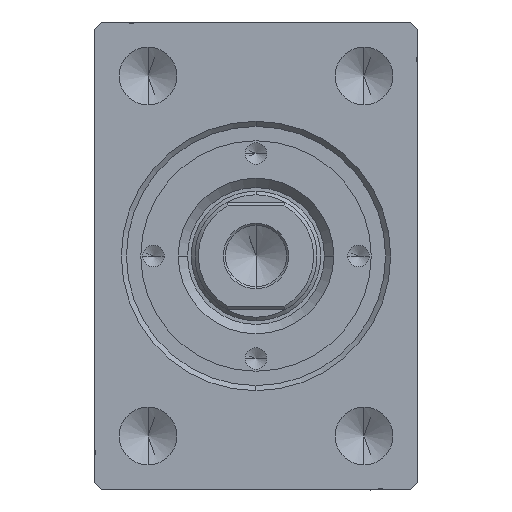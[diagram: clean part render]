
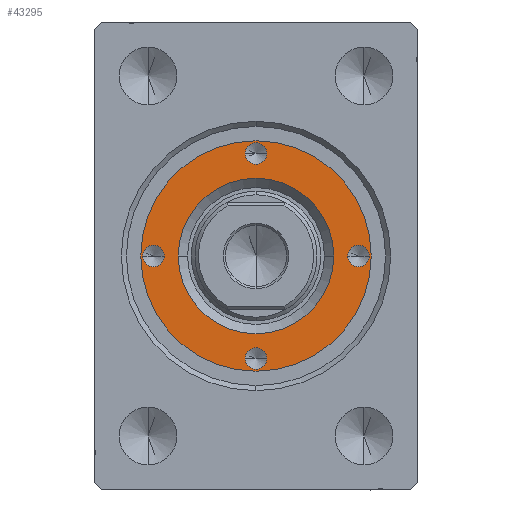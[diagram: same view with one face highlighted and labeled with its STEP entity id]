
A CAD part, left-side view. The second image highlights one B-rep face of the part: STEP entity #43295.
In plain terms, the highlighted face is planar.
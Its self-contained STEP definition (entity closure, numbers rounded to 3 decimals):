
#601 = DIRECTION ( 'NONE',  ( 1., 0., 0. ) ) ;
#945 = VERTEX_POINT ( 'NONE', #42661 ) ;
#1357 = CIRCLE ( 'NONE', #41955, 1.5 ) ;
#1786 = CARTESIAN_POINT ( 'NONE',  ( 1.5, 14.25, 7. ) ) ;
#1831 = AXIS2_PLACEMENT_3D ( 'NONE', #2097, #8995, #32428 ) ;
#1933 = ORIENTED_EDGE ( 'NONE', *, *, #21450, .T. ) ;
#2097 = CARTESIAN_POINT ( 'NONE',  ( 0., -14.25, 7. ) ) ;
#2134 = CARTESIAN_POINT ( 'NONE',  ( 15.75, 0., 7. ) ) ;
#2569 = EDGE_CURVE ( 'NONE', #5736, #5228, #10627, .T. ) ;
#2606 = CARTESIAN_POINT ( 'NONE',  ( 0., 14.25, 7. ) ) ;
#2926 = AXIS2_PLACEMENT_3D ( 'NONE', #25468, #28821, #39297 ) ;
#3064 = EDGE_CURVE ( 'NONE', #945, #6718, #1357, .T. ) ;
#3144 = CARTESIAN_POINT ( 'NONE',  ( 1.5, -14.25, 7. ) ) ;
#3145 = CARTESIAN_POINT ( 'NONE',  ( -1.5, -14.25, 7. ) ) ;
#3665 = DIRECTION ( 'NONE',  ( 1., 0., 0. ) ) ;
#5019 = VERTEX_POINT ( 'NONE', #36050 ) ;
#5228 = VERTEX_POINT ( 'NONE', #3145 ) ;
#5736 = VERTEX_POINT ( 'NONE', #3144 ) ;
#5828 = ORIENTED_EDGE ( 'NONE', *, *, #6343, .F. ) ;
#6036 = AXIS2_PLACEMENT_3D ( 'NONE', #39255, #18523, #35917 ) ;
#6343 = EDGE_CURVE ( 'NONE', #14370, #5019, #6419, .T. ) ;
#6419 = CIRCLE ( 'NONE', #23520, 1.5 ) ;
#6547 = FACE_OUTER_BOUND ( 'NONE', #32111, .T. ) ;
#6718 = VERTEX_POINT ( 'NONE', #1786 ) ;
#7132 = ORIENTED_EDGE ( 'NONE', *, *, #2569, .F. ) ;
#7594 = AXIS2_PLACEMENT_3D ( 'NONE', #27181, #34084, #40768 ) ;
#7638 = PLANE ( 'NONE',  #31368 ) ;
#7775 = CARTESIAN_POINT ( 'NONE',  ( 0., 0., 7. ) ) ;
#8995 = DIRECTION ( 'NONE',  ( 0., 0., 1. ) ) ;
#9886 = FACE_BOUND ( 'NONE', #11409, .T. ) ;
#10215 = VERTEX_POINT ( 'NONE', #2134 ) ;
#10627 = CIRCLE ( 'NONE', #35573, 1.5 ) ;
#10860 = DIRECTION ( 'NONE',  ( 0., 0., 1. ) ) ;
#10878 = ORIENTED_EDGE ( 'NONE', *, *, #14508, .F. ) ;
#11072 = CARTESIAN_POINT ( 'NONE',  ( 0., -14.25, 7. ) ) ;
#11118 = DIRECTION ( 'NONE',  ( 1., 0., 0. ) ) ;
#11409 = EDGE_LOOP ( 'NONE', ( #7132, #10878 ) ) ;
#11708 = DIRECTION ( 'NONE',  ( 1., 0., 0. ) ) ;
#12099 = CIRCLE ( 'NONE', #35649, 10.8 ) ;
#12604 = CARTESIAN_POINT ( 'NONE',  ( -14.25, 0., 7. ) ) ;
#12969 = DIRECTION ( 'NONE',  ( 0., 0., -1. ) ) ;
#13091 = EDGE_LOOP ( 'NONE', ( #30186, #34416 ) ) ;
#13233 = FACE_BOUND ( 'NONE', #24611, .T. ) ;
#13842 = CIRCLE ( 'NONE', #6036, 1.5 ) ;
#14151 = DIRECTION ( 'NONE',  ( 1., 0., 0. ) ) ;
#14370 = VERTEX_POINT ( 'NONE', #29842 ) ;
#14508 = EDGE_CURVE ( 'NONE', #5228, #5736, #38164, .T. ) ;
#14680 = CIRCLE ( 'NONE', #30334, 1.5 ) ;
#16185 = CARTESIAN_POINT ( 'NONE',  ( 14.25, 0., 7. ) ) ;
#16208 = DIRECTION ( 'NONE',  ( 0., 0., 1. ) ) ;
#16464 = CIRCLE ( 'NONE', #2926, 16. ) ;
#16539 = DIRECTION ( 'NONE',  ( 1., 0., 0. ) ) ;
#17571 = CIRCLE ( 'NONE', #7594, 16. ) ;
#18387 = EDGE_CURVE ( 'NONE', #27549, #24701, #19162, .T. ) ;
#18523 = DIRECTION ( 'NONE',  ( 0., 0., 1. ) ) ;
#19162 = CIRCLE ( 'NONE', #27748, 10.8 ) ;
#20712 = EDGE_CURVE ( 'NONE', #24701, #27549, #12099, .T. ) ;
#20864 = VERTEX_POINT ( 'NONE', #26276 ) ;
#21027 = DIRECTION ( 'NONE',  ( 1., 0., 0. ) ) ;
#21397 = DIRECTION ( 'NONE',  ( 0., 0., -1. ) ) ;
#21450 = EDGE_CURVE ( 'NONE', #32513, #20864, #16464, .T. ) ;
#22106 = CARTESIAN_POINT ( 'NONE',  ( -10.8, 0., 7. ) ) ;
#22193 = DIRECTION ( 'NONE',  ( 0., 0., 1. ) ) ;
#22195 = EDGE_CURVE ( 'NONE', #42972, #10215, #24542, .T. ) ;
#22855 = EDGE_CURVE ( 'NONE', #6718, #945, #13842, .T. ) ;
#23520 = AXIS2_PLACEMENT_3D ( 'NONE', #38658, #35773, #42441 ) ;
#24447 = CARTESIAN_POINT ( 'NONE',  ( 10.8, 0., 7. ) ) ;
#24542 = CIRCLE ( 'NONE', #42344, 1.5 ) ;
#24611 = EDGE_LOOP ( 'NONE', ( #32493, #33702 ) ) ;
#24701 = VERTEX_POINT ( 'NONE', #22106 ) ;
#25468 = CARTESIAN_POINT ( 'NONE',  ( 0., 0., 7. ) ) ;
#25627 = ORIENTED_EDGE ( 'NONE', *, *, #40983, .F. ) ;
#26276 = CARTESIAN_POINT ( 'NONE',  ( -16., 0., 7. ) ) ;
#26298 = EDGE_CURVE ( 'NONE', #10215, #42972, #14680, .T. ) ;
#27181 = CARTESIAN_POINT ( 'NONE',  ( 0., 0., 7. ) ) ;
#27549 = VERTEX_POINT ( 'NONE', #24447 ) ;
#27748 = AXIS2_PLACEMENT_3D ( 'NONE', #36837, #12969, #16539 ) ;
#27809 = AXIS2_PLACEMENT_3D ( 'NONE', #12604, #31549, #14151 ) ;
#28821 = DIRECTION ( 'NONE',  ( 0., 0., 1. ) ) ;
#29797 = DIRECTION ( 'NONE',  ( 1., 0., 0. ) ) ;
#29842 = CARTESIAN_POINT ( 'NONE',  ( -15.75, 0., 7. ) ) ;
#30186 = ORIENTED_EDGE ( 'NONE', *, *, #26298, .F. ) ;
#30334 = AXIS2_PLACEMENT_3D ( 'NONE', #16185, #36279, #29797 ) ;
#31303 = ORIENTED_EDGE ( 'NONE', *, *, #32035, .T. ) ;
#31368 = AXIS2_PLACEMENT_3D ( 'NONE', #40883, #37541, #21027 ) ;
#31549 = DIRECTION ( 'NONE',  ( 0., 0., 1. ) ) ;
#32035 = EDGE_CURVE ( 'NONE', #20864, #32513, #17571, .T. ) ;
#32111 = EDGE_LOOP ( 'NONE', ( #31303, #1933 ) ) ;
#32164 = CARTESIAN_POINT ( 'NONE',  ( 16., 0., 7. ) ) ;
#32428 = DIRECTION ( 'NONE',  ( 1., 0., 0. ) ) ;
#32455 = CARTESIAN_POINT ( 'NONE',  ( 14.25, 0., 7. ) ) ;
#32493 = ORIENTED_EDGE ( 'NONE', *, *, #22855, .F. ) ;
#32513 = VERTEX_POINT ( 'NONE', #32164 ) ;
#33357 = CARTESIAN_POINT ( 'NONE',  ( 12.75, 0., 7. ) ) ;
#33702 = ORIENTED_EDGE ( 'NONE', *, *, #3064, .F. ) ;
#34084 = DIRECTION ( 'NONE',  ( 0., 0., 1. ) ) ;
#34416 = ORIENTED_EDGE ( 'NONE', *, *, #22195, .F. ) ;
#35058 = ORIENTED_EDGE ( 'NONE', *, *, #18387, .T. ) ;
#35573 = AXIS2_PLACEMENT_3D ( 'NONE', #11072, #10860, #601 ) ;
#35649 = AXIS2_PLACEMENT_3D ( 'NONE', #7775, #21397, #11118 ) ;
#35773 = DIRECTION ( 'NONE',  ( 0., 0., 1. ) ) ;
#35917 = DIRECTION ( 'NONE',  ( 1., 0., 0. ) ) ;
#36018 = EDGE_LOOP ( 'NONE', ( #25627, #5828 ) ) ;
#36050 = CARTESIAN_POINT ( 'NONE',  ( -12.75, 0., 7. ) ) ;
#36085 = EDGE_LOOP ( 'NONE', ( #35058, #42260 ) ) ;
#36279 = DIRECTION ( 'NONE',  ( 0., 0., 1. ) ) ;
#36837 = CARTESIAN_POINT ( 'NONE',  ( 0., 0., 7. ) ) ;
#37115 = FACE_BOUND ( 'NONE', #36085, .T. ) ;
#37541 = DIRECTION ( 'NONE',  ( 0., 0., 1. ) ) ;
#38164 = CIRCLE ( 'NONE', #1831, 1.5 ) ;
#38658 = CARTESIAN_POINT ( 'NONE',  ( -14.25, 0., 7. ) ) ;
#39255 = CARTESIAN_POINT ( 'NONE',  ( 0., 14.25, 7. ) ) ;
#39297 = DIRECTION ( 'NONE',  ( 1., 0., 0. ) ) ;
#40444 = FACE_BOUND ( 'NONE', #13091, .T. ) ;
#40768 = DIRECTION ( 'NONE',  ( 1., 0., 0. ) ) ;
#40883 = CARTESIAN_POINT ( 'NONE',  ( 0., 0., 7. ) ) ;
#40983 = EDGE_CURVE ( 'NONE', #5019, #14370, #43462, .T. ) ;
#41955 = AXIS2_PLACEMENT_3D ( 'NONE', #2606, #16208, #3665 ) ;
#42260 = ORIENTED_EDGE ( 'NONE', *, *, #20712, .T. ) ;
#42344 = AXIS2_PLACEMENT_3D ( 'NONE', #32455, #22193, #11708 ) ;
#42441 = DIRECTION ( 'NONE',  ( 1., 0., 0. ) ) ;
#42661 = CARTESIAN_POINT ( 'NONE',  ( -1.5, 14.25, 7. ) ) ;
#42972 = VERTEX_POINT ( 'NONE', #33357 ) ;
#43295 = ADVANCED_FACE ( 'NONE', ( #43796, #13233, #40444, #9886, #37115, #6547 ), #7638, .T. ) ;
#43462 = CIRCLE ( 'NONE', #27809, 1.5 ) ;
#43796 = FACE_BOUND ( 'NONE', #36018, .T. ) ;
